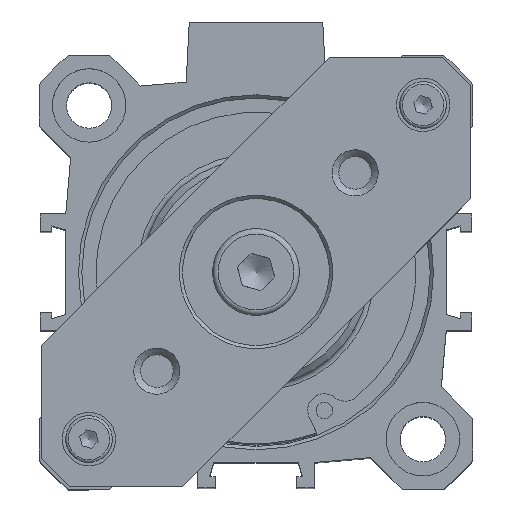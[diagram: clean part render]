
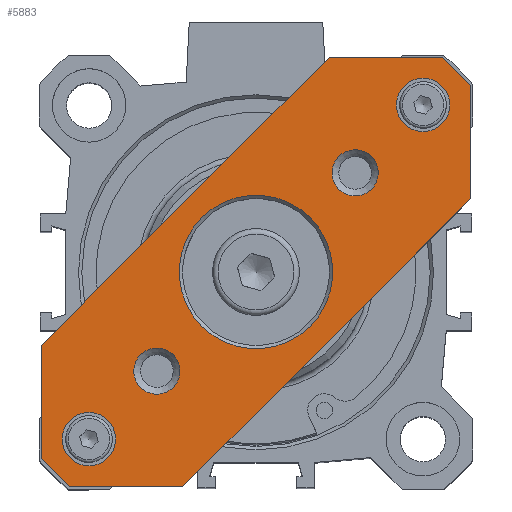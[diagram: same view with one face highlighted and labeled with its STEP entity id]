
A CAD part, top view. The second image highlights one B-rep face of the part: STEP entity #5883.
In plain terms, the highlighted planar face has unit normal (0, 0, 1).
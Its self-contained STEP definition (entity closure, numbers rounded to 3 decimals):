
#5626=CARTESIAN_POINT('',(39.4,0.,12.));
#5627=VERTEX_POINT('',#5626);
#5628=CARTESIAN_POINT('',(35.4,0.,12.));
#5629=DIRECTION('',(0.0,0.0,-1.0));
#5630=DIRECTION('',(1.0,0.0,0.0));
#5631=AXIS2_PLACEMENT_3D('',#5628,#5629,#5630);
#5632=CIRCLE('',#5631,4.0);
#5633=EDGE_CURVE('',#5627,#5627,#5632,.T.);
#5666=CARTESIAN_POINT('',(-31.4,0.,12.));
#5667=VERTEX_POINT('',#5666);
#5668=CARTESIAN_POINT('',(-35.4,0.,12.));
#5669=DIRECTION('',(0.0,0.0,-1.0));
#5670=DIRECTION('',(1.0,0.0,0.0));
#5671=AXIS2_PLACEMENT_3D('',#5668,#5669,#5670);
#5672=CIRCLE('',#5671,4.0);
#5673=EDGE_CURVE('',#5667,#5667,#5672,.T.);
#5769=CARTESIAN_POINT('',(-17.542,0.,12.));
#5770=VERTEX_POINT('',#5769);
#5771=CARTESIAN_POINT('',(-21.0,0.,12.));
#5772=DIRECTION('',(0.0,0.0,1.0));
#5773=DIRECTION('',(-1.0,0.0,0.0));
#5774=AXIS2_PLACEMENT_3D('',#5771,#5772,#5773);
#5775=CIRCLE('',#5774,3.459);
#5776=EDGE_CURVE('',#5770,#5770,#5775,.T.);
#5781=CARTESIAN_POINT('',(0.,0.,12.));
#5782=DIRECTION('',(0.0,0.0,1.0));
#5783=DIRECTION('',(1.0,0.0,0.0));
#5784=AXIS2_PLACEMENT_3D('',#5781,#5782,#5783);
#5785=PLANE('',#5784);
#5786=CARTESIAN_POINT('',(-42.5,-3.,12.));
#5787=VERTEX_POINT('',#5786);
#5788=CARTESIAN_POINT('',(-42.5,3.,12.));
#5789=VERTEX_POINT('',#5788);
#5790=CARTESIAN_POINT('',(-42.5,-3.,12.));
#5791=DIRECTION('',(0.0,1.0,0.0));
#5792=VECTOR('',#5791,6.);
#5793=LINE('',#5790,#5792);
#5794=EDGE_CURVE('',#5787,#5789,#5793,.T.);
#5795=ORIENTED_EDGE('',*,*,#5794,.F.);
#5796=CARTESIAN_POINT('',(-30.5,-15.,12.));
#5797=VERTEX_POINT('',#5796);
#5798=CARTESIAN_POINT('',(-30.5,-15.,12.));
#5799=DIRECTION('',(-0.707,0.707,0.0));
#5800=VECTOR('',#5799,16.971);
#5801=LINE('',#5798,#5800);
#5802=EDGE_CURVE('',#5797,#5787,#5801,.T.);
#5803=ORIENTED_EDGE('',*,*,#5802,.F.);
#5804=CARTESIAN_POINT('',(30.5,-15.,12.));
#5805=VERTEX_POINT('',#5804);
#5806=CARTESIAN_POINT('',(30.5,-15.,12.));
#5807=DIRECTION('',(-1.0,0.0,0.0));
#5808=VECTOR('',#5807,61.);
#5809=LINE('',#5806,#5808);
#5810=EDGE_CURVE('',#5805,#5797,#5809,.T.);
#5811=ORIENTED_EDGE('',*,*,#5810,.F.);
#5812=CARTESIAN_POINT('',(42.5,-3.,12.));
#5813=VERTEX_POINT('',#5812);
#5814=CARTESIAN_POINT('',(42.5,-3.,12.));
#5815=DIRECTION('',(-0.707,-0.707,0.0));
#5816=VECTOR('',#5815,16.971);
#5817=LINE('',#5814,#5816);
#5818=EDGE_CURVE('',#5813,#5805,#5817,.T.);
#5819=ORIENTED_EDGE('',*,*,#5818,.F.);
#5820=CARTESIAN_POINT('',(42.5,3.,12.));
#5821=VERTEX_POINT('',#5820);
#5822=CARTESIAN_POINT('',(42.5,3.,12.));
#5823=DIRECTION('',(0.0,-1.0,0.0));
#5824=VECTOR('',#5823,6.);
#5825=LINE('',#5822,#5824);
#5826=EDGE_CURVE('',#5821,#5813,#5825,.T.);
#5827=ORIENTED_EDGE('',*,*,#5826,.F.);
#5828=CARTESIAN_POINT('',(30.5,15.,12.));
#5829=VERTEX_POINT('',#5828);
#5830=CARTESIAN_POINT('',(30.5,15.,12.));
#5831=DIRECTION('',(0.707,-0.707,0.0));
#5832=VECTOR('',#5831,16.971);
#5833=LINE('',#5830,#5832);
#5834=EDGE_CURVE('',#5829,#5821,#5833,.T.);
#5835=ORIENTED_EDGE('',*,*,#5834,.F.);
#5836=CARTESIAN_POINT('',(-30.5,15.,12.));
#5837=VERTEX_POINT('',#5836);
#5838=CARTESIAN_POINT('',(-30.5,15.,12.));
#5839=DIRECTION('',(1.0,0.0,0.0));
#5840=VECTOR('',#5839,61.);
#5841=LINE('',#5838,#5840);
#5842=EDGE_CURVE('',#5837,#5829,#5841,.T.);
#5843=ORIENTED_EDGE('',*,*,#5842,.F.);
#5844=CARTESIAN_POINT('',(-42.5,3.,12.));
#5845=DIRECTION('',(0.707,0.707,0.0));
#5846=VECTOR('',#5845,16.971);
#5847=LINE('',#5844,#5846);
#5848=EDGE_CURVE('',#5789,#5837,#5847,.T.);
#5849=ORIENTED_EDGE('',*,*,#5848,.F.);
#5850=EDGE_LOOP('',(#5795,#5803,#5811,#5819,#5827,#5835,#5843,#5849));
#5851=FACE_OUTER_BOUND('',#5850,.T.);
#5852=ORIENTED_EDGE('',*,*,#5633,.T.);
#5853=EDGE_LOOP('',(#5852));
#5854=FACE_BOUND('',#5853,.T.);
#5855=ORIENTED_EDGE('',*,*,#5673,.T.);
#5856=EDGE_LOOP('',(#5855));
#5857=FACE_BOUND('',#5856,.T.);
#5858=CARTESIAN_POINT('',(24.459,0.,12.));
#5859=VERTEX_POINT('',#5858);
#5860=CARTESIAN_POINT('',(21.0,0.,12.));
#5861=DIRECTION('',(0.0,0.0,1.0));
#5862=DIRECTION('',(-1.0,0.0,0.0));
#5863=AXIS2_PLACEMENT_3D('',#5860,#5861,#5862);
#5864=CIRCLE('',#5863,3.459);
#5865=EDGE_CURVE('',#5859,#5859,#5864,.T.);
#5866=ORIENTED_EDGE('',*,*,#5865,.F.);
#5867=EDGE_LOOP('',(#5866));
#5868=FACE_BOUND('',#5867,.T.);
#5869=CARTESIAN_POINT('',(11.5,0.,12.));
#5870=VERTEX_POINT('',#5869);
#5871=CARTESIAN_POINT('',(0.0,0.0,12.));
#5872=DIRECTION('',(0.0,0.0,1.0));
#5873=DIRECTION('',(-1.0,0.0,0.0));
#5874=AXIS2_PLACEMENT_3D('',#5871,#5872,#5873);
#5875=CIRCLE('',#5874,11.5);
#5876=EDGE_CURVE('',#5870,#5870,#5875,.T.);
#5877=ORIENTED_EDGE('',*,*,#5876,.F.);
#5878=EDGE_LOOP('',(#5877));
#5879=FACE_BOUND('',#5878,.T.);
#5880=ORIENTED_EDGE('',*,*,#5776,.F.);
#5881=EDGE_LOOP('',(#5880));
#5882=FACE_BOUND('',#5881,.T.);
#5883=ADVANCED_FACE('',(#5851,#5854,#5857,#5868,#5879,#5882),#5785,.T.);
